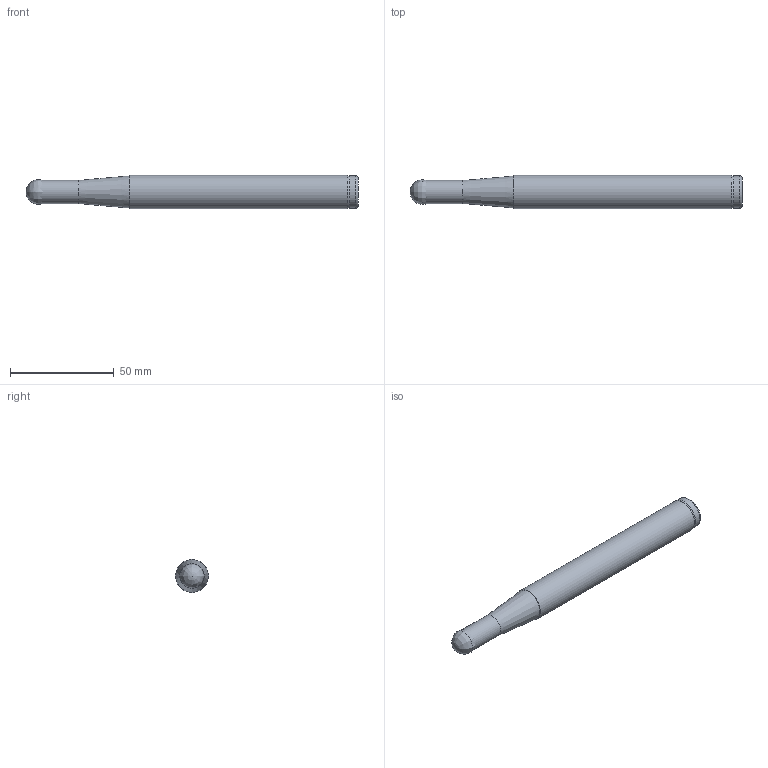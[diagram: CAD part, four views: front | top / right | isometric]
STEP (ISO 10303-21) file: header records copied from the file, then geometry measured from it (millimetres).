
FILE_DESCRIPTION(/* description */ (''),/* implementation_level */ '2;1');
FILE_NAME(/* name */ 'APMR-RO12-D12-C16-L160.stp',/* time_stamp */ '2023-10-02T10:11:24+03:00',/* author */ (''),/* organization */ (''),/* preprocessor_version */ 'ST-DEVELOPER v19.4',/* originating_system */ 'SIEMENS PLM Software NX2306.5001',/* authorisation */ '');
FILE_SCHEMA (('AUTOMOTIVE_DESIGN { 1 0 10303 214 3 1 1 1 }'));
Length unit declared in the file: millimetre
Products named in the file (1): APMR-RO12-D12-C16-L160-LIGHT_x_t_objects
Bounding box: 160 x 16 x 16 mm (x, y, z)
Volume: 28712.2 mm3; surface area: 8073.2 mm2
Topology: 2 solids, 2 shells, 10 faces, 20 edges, 12 vertices
Faces by surface type: cylinder 3, cone 2, plane 2, bspline 1, sphere 1, torus 1
Full cylindrical faces by diameter (mm): 11.2 x1, 15.5 x1, 16 x1
Entity records: 274 total; most frequent: CARTESIAN_POINT 77, DIRECTION 36, AXIS2_PLACEMENT_3D 18, EDGE_LOOP 16, ORIENTED_EDGE 16, FACE_BOUND 16, ADVANCED_FACE 10, VERTEX_POINT 10
